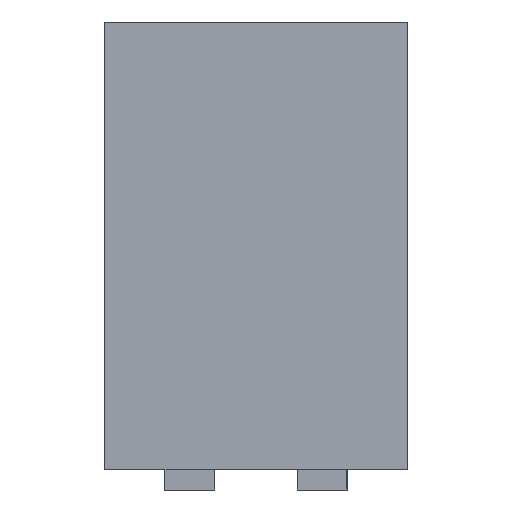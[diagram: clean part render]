
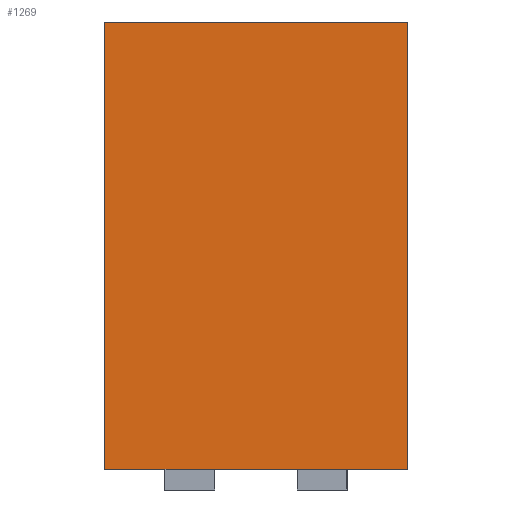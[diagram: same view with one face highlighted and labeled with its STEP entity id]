
A CAD part, front view. The second image highlights one B-rep face of the part: STEP entity #1269.
In plain terms, the highlighted planar face has unit normal (0, -1, 0).
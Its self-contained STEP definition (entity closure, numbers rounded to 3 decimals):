
#37 = CARTESIAN_POINT ( 'NONE',  ( 1.46, -1.485, 0. ) ) ;
#59 = CARTESIAN_POINT ( 'NONE',  ( -1.46, -1.485, 0. ) ) ;
#78 = DIRECTION ( 'NONE',  ( 1., 0., 0. ) ) ;
#119 = VECTOR ( 'NONE', #2634, 1000. ) ;
#128 = ORIENTED_EDGE ( 'NONE', *, *, #440, .T. ) ;
#130 = CARTESIAN_POINT ( 'NONE',  ( 1.46, -1.485, 4.3 ) ) ;
#149 = LINE ( 'NONE', #1436, #2567 ) ;
#158 = DIRECTION ( 'NONE',  ( 0., 0., -1. ) ) ;
#166 = LINE ( 'NONE', #1544, #1270 ) ;
#191 = DIRECTION ( 'NONE',  ( 0., 0., -1. ) ) ;
#219 = CARTESIAN_POINT ( 'NONE',  ( 1.46, -1.485, 0. ) ) ;
#299 = ORIENTED_EDGE ( 'NONE', *, *, #1549, .T. ) ;
#339 = VERTEX_POINT ( 'NONE', #803 ) ;
#340 = EDGE_CURVE ( 'NONE', #954, #431, #149, .T. ) ;
#359 = CARTESIAN_POINT ( 'NONE',  ( 1.46, -1.485, 0. ) ) ;
#374 = ORIENTED_EDGE ( 'NONE', *, *, #403, .T. ) ;
#403 = EDGE_CURVE ( 'NONE', #1087, #2441, #2526, .T. ) ;
#431 = VERTEX_POINT ( 'NONE', #59 ) ;
#440 = EDGE_CURVE ( 'NONE', #431, #339, #2306, .T. ) ;
#527 = DIRECTION ( 'NONE',  ( 1., 0., 0. ) ) ;
#581 = DIRECTION ( 'NONE',  ( 0., -1., 0. ) ) ;
#609 = CARTESIAN_POINT ( 'NONE',  ( 1.46, -1.485, 0. ) ) ;
#640 = CARTESIAN_POINT ( 'NONE',  ( 0., -1.485, 0. ) ) ;
#643 = LINE ( 'NONE', #1204, #2058 ) ;
#803 = CARTESIAN_POINT ( 'NONE',  ( -0.875, -1.485, 0. ) ) ;
#859 = ORIENTED_EDGE ( 'NONE', *, *, #2553, .T. ) ;
#894 = VECTOR ( 'NONE', #78, 1000. ) ;
#938 = FACE_OUTER_BOUND ( 'NONE', #2115, .T. ) ;
#954 = VERTEX_POINT ( 'NONE', #1717 ) ;
#973 = CARTESIAN_POINT ( 'NONE',  ( 0.875, -1.485, 0. ) ) ;
#991 = CARTESIAN_POINT ( 'NONE',  ( 1.46, -1.485, 4.3 ) ) ;
#1053 = DIRECTION ( 'NONE',  ( 1., 0., 0. ) ) ;
#1065 = DIRECTION ( 'NONE',  ( 1., 0., 0. ) ) ;
#1087 = VERTEX_POINT ( 'NONE', #1175 ) ;
#1175 = CARTESIAN_POINT ( 'NONE',  ( 0.395, -1.485, 0. ) ) ;
#1204 = CARTESIAN_POINT ( 'NONE',  ( 0., -1.485, 0. ) ) ;
#1226 = VERTEX_POINT ( 'NONE', #130 ) ;
#1256 = EDGE_CURVE ( 'NONE', #1226, #1696, #2201, .T. ) ;
#1269 = ADVANCED_FACE ( 'NONE', ( #938 ), #2380, .T. ) ;
#1270 = VECTOR ( 'NONE', #527, 1000. ) ;
#1285 = LINE ( 'NONE', #37, #894 ) ;
#1291 = VECTOR ( 'NONE', #1053, 1000. ) ;
#1326 = ORIENTED_EDGE ( 'NONE', *, *, #2590, .T. ) ;
#1436 = CARTESIAN_POINT ( 'NONE',  ( -1.46, -1.485, 0. ) ) ;
#1544 = CARTESIAN_POINT ( 'NONE',  ( 0., -1.485, 0. ) ) ;
#1546 = LINE ( 'NONE', #991, #119 ) ;
#1549 = EDGE_CURVE ( 'NONE', #1576, #1087, #166, .T. ) ;
#1563 = VECTOR ( 'NONE', #158, 1000. ) ;
#1573 = CARTESIAN_POINT ( 'NONE',  ( -0.395, -1.485, 0. ) ) ;
#1576 = VERTEX_POINT ( 'NONE', #1573 ) ;
#1696 = VERTEX_POINT ( 'NONE', #2042 ) ;
#1717 = CARTESIAN_POINT ( 'NONE',  ( -1.46, -1.485, 4.3 ) ) ;
#1892 = ORIENTED_EDGE ( 'NONE', *, *, #340, .T. ) ;
#2030 = ORIENTED_EDGE ( 'NONE', *, *, #2157, .T. ) ;
#2042 = CARTESIAN_POINT ( 'NONE',  ( 1.46, -1.485, 0. ) ) ;
#2058 = VECTOR ( 'NONE', #2252, 1000. ) ;
#2115 = EDGE_LOOP ( 'NONE', ( #859, #2377, #2030, #1892, #128, #1326, #299, #374 ) ) ;
#2157 = EDGE_CURVE ( 'NONE', #1226, #954, #1546, .T. ) ;
#2201 = LINE ( 'NONE', #359, #1563 ) ;
#2244 = DIRECTION ( 'NONE',  ( 0., 0., -1. ) ) ;
#2252 = DIRECTION ( 'NONE',  ( 1., 0., 0. ) ) ;
#2306 = LINE ( 'NONE', #640, #1291 ) ;
#2360 = AXIS2_PLACEMENT_3D ( 'NONE', #609, #581, #2244 ) ;
#2377 = ORIENTED_EDGE ( 'NONE', *, *, #1256, .F. ) ;
#2380 = PLANE ( 'NONE',  #2360 ) ;
#2426 = VECTOR ( 'NONE', #1065, 1000. ) ;
#2441 = VERTEX_POINT ( 'NONE', #973 ) ;
#2526 = LINE ( 'NONE', #219, #2426 ) ;
#2553 = EDGE_CURVE ( 'NONE', #2441, #1696, #643, .T. ) ;
#2567 = VECTOR ( 'NONE', #191, 1000. ) ;
#2590 = EDGE_CURVE ( 'NONE', #339, #1576, #1285, .T. ) ;
#2634 = DIRECTION ( 'NONE',  ( -1., 0., 0. ) ) ;
